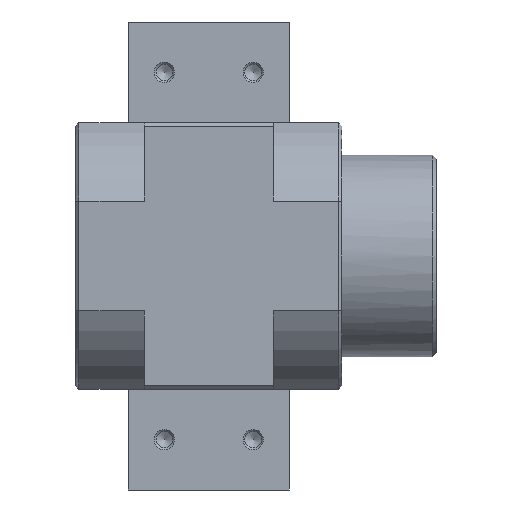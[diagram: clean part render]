
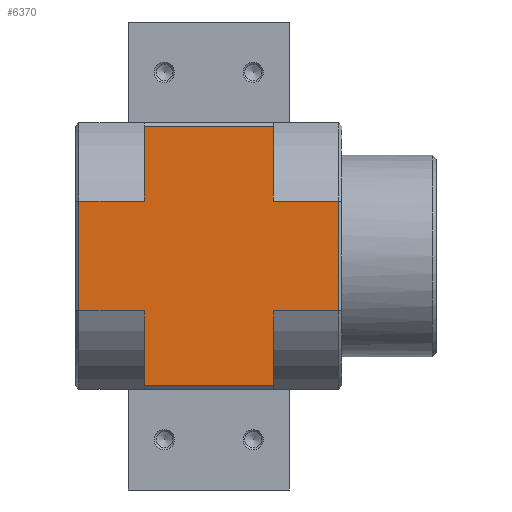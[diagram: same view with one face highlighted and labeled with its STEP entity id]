
A CAD part, left-side view. The second image highlights one B-rep face of the part: STEP entity #6370.
In plain terms, the highlighted face is planar.
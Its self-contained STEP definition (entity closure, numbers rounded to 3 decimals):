
#176=PLANE('',#6839);
#497=LINE('',#9478,#851);
#499=LINE('',#9482,#853);
#525=LINE('',#9549,#879);
#526=LINE('',#9552,#880);
#527=LINE('',#9554,#881);
#528=LINE('',#9556,#882);
#529=LINE('',#9557,#883);
#530=LINE('',#9559,#884);
#531=LINE('',#9561,#885);
#532=LINE('',#9563,#886);
#533=LINE('',#9565,#887);
#534=LINE('',#9566,#888);
#851=VECTOR('',#7772,1000.);
#853=VECTOR('',#7776,1000.);
#879=VECTOR('',#7826,1000.);
#880=VECTOR('',#7827,1000.);
#881=VECTOR('',#7828,1000.);
#882=VECTOR('',#7829,1000.);
#883=VECTOR('',#7830,1000.);
#884=VECTOR('',#7831,1000.);
#885=VECTOR('',#7832,1000.);
#886=VECTOR('',#7833,1000.);
#887=VECTOR('',#7834,1000.);
#888=VECTOR('',#7835,1000.);
#1530=ORIENTED_EDGE('',*,*,#2724,.T.);
#1531=ORIENTED_EDGE('',*,*,#2725,.F.);
#1532=ORIENTED_EDGE('',*,*,#2726,.T.);
#1533=ORIENTED_EDGE('',*,*,#2727,.F.);
#1534=ORIENTED_EDGE('',*,*,#2688,.T.);
#1535=ORIENTED_EDGE('',*,*,#2728,.T.);
#1536=ORIENTED_EDGE('',*,*,#2729,.F.);
#1537=ORIENTED_EDGE('',*,*,#2730,.T.);
#1538=ORIENTED_EDGE('',*,*,#2731,.F.);
#1539=ORIENTED_EDGE('',*,*,#2732,.T.);
#1540=ORIENTED_EDGE('',*,*,#2690,.F.);
#1541=ORIENTED_EDGE('',*,*,#2733,.F.);
#2688=EDGE_CURVE('',#3294,#3296,#497,.T.);
#2690=EDGE_CURVE('',#3297,#3298,#499,.T.);
#2724=EDGE_CURVE('',#3327,#3328,#525,.F.);
#2725=EDGE_CURVE('',#3329,#3328,#526,.T.);
#2726=EDGE_CURVE('',#3329,#3330,#527,.T.);
#2727=EDGE_CURVE('',#3294,#3330,#528,.T.);
#2728=EDGE_CURVE('',#3296,#3331,#529,.T.);
#2729=EDGE_CURVE('',#3332,#3331,#530,.T.);
#2730=EDGE_CURVE('',#3332,#3333,#531,.T.);
#2731=EDGE_CURVE('',#3334,#3333,#532,.F.);
#2732=EDGE_CURVE('',#3334,#3298,#533,.T.);
#2733=EDGE_CURVE('',#3327,#3297,#534,.T.);
#3294=VERTEX_POINT('',#9473);
#3296=VERTEX_POINT('',#9477);
#3297=VERTEX_POINT('',#9481);
#3298=VERTEX_POINT('',#9483);
#3327=VERTEX_POINT('',#9550);
#3328=VERTEX_POINT('',#9551);
#3329=VERTEX_POINT('',#9553);
#3330=VERTEX_POINT('',#9555);
#3331=VERTEX_POINT('',#9558);
#3332=VERTEX_POINT('',#9560);
#3333=VERTEX_POINT('',#9562);
#3334=VERTEX_POINT('',#9564);
#3899=EDGE_LOOP('',(#1530,#1531,#1532,#1533,#1534,#1535,#1536,#1537,#1538,
#1539,#1540,#1541));
#4346=FACE_BOUND('',#3899,.T.);
#6370=ADVANCED_FACE('',(#4346),#176,.F.);
#6839=AXIS2_PLACEMENT_3D('',#9548,#7824,#7825);
#7772=DIRECTION('',(0.,-1.,0.));
#7776=DIRECTION('',(0.,-1.,0.));
#7824=DIRECTION('',(0.,0.,1.));
#7825=DIRECTION('',(1.,0.,0.));
#7826=DIRECTION('',(0.,-1.,0.));
#7827=DIRECTION('',(-1.,0.,0.));
#7828=DIRECTION('',(0.,-1.,0.));
#7829=DIRECTION('',(-1.,0.,0.));
#7830=DIRECTION('',(-1.,0.,0.));
#7831=DIRECTION('',(0.,1.,0.));
#7832=DIRECTION('',(-1.,0.,0.));
#7833=DIRECTION('',(0.,1.,0.));
#7834=DIRECTION('',(-1.,0.,0.));
#7835=DIRECTION('',(-1.,0.,0.));
#9473=CARTESIAN_POINT('',(32.2,16.,-33.));
#9477=CARTESIAN_POINT('',(32.2,-16.,-33.));
#9478=CARTESIAN_POINT('',(32.2,33.,-33.));
#9481=CARTESIAN_POINT('',(-32.2,16.,-33.));
#9482=CARTESIAN_POINT('',(-32.2,33.,-33.));
#9483=CARTESIAN_POINT('',(-32.2,-16.,-33.));
#9548=CARTESIAN_POINT('',(32.2,33.,-33.));
#9549=CARTESIAN_POINT('',(-13.619,36.,-33.));
#9550=CARTESIAN_POINT('',(-13.619,16.,-33.));
#9551=CARTESIAN_POINT('',(-13.619,32.2,-33.));
#9552=CARTESIAN_POINT('',(33.,32.2,-33.));
#9553=CARTESIAN_POINT('',(13.619,32.2,-33.));
#9554=CARTESIAN_POINT('',(13.619,36.,-33.));
#9555=CARTESIAN_POINT('',(13.619,16.,-33.));
#9556=CARTESIAN_POINT('',(32.2,16.,-33.));
#9557=CARTESIAN_POINT('',(32.2,-16.,-33.));
#9558=CARTESIAN_POINT('',(13.619,-16.,-33.));
#9559=CARTESIAN_POINT('',(13.619,-36.,-33.));
#9560=CARTESIAN_POINT('',(13.619,-32.2,-33.));
#9561=CARTESIAN_POINT('',(33.,-32.2,-33.));
#9562=CARTESIAN_POINT('',(-13.619,-32.2,-33.));
#9563=CARTESIAN_POINT('',(-13.619,-36.,-33.));
#9564=CARTESIAN_POINT('',(-13.619,-16.,-33.));
#9565=CARTESIAN_POINT('',(32.2,-16.,-33.));
#9566=CARTESIAN_POINT('',(32.2,16.,-33.));
